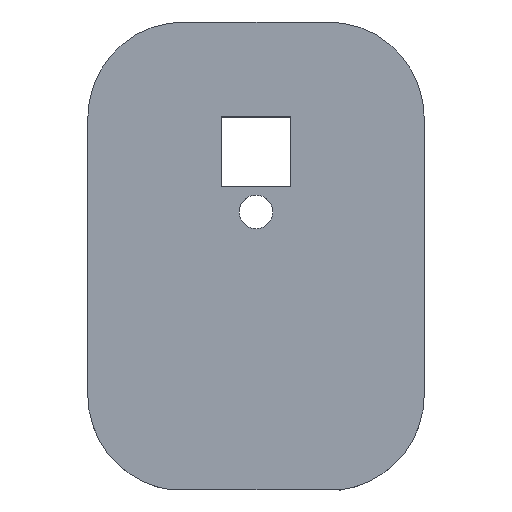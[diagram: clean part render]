
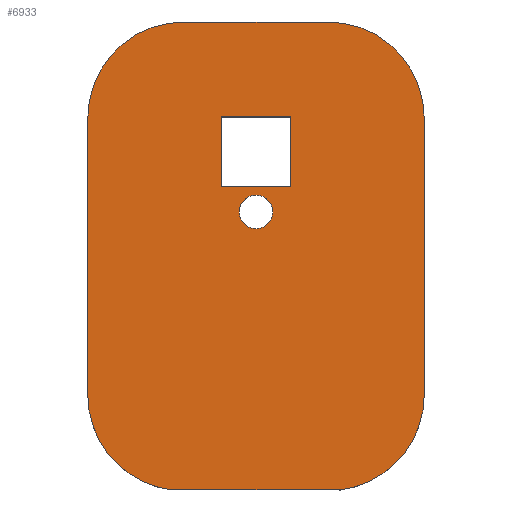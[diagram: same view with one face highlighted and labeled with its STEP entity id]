
A CAD part, top view. The second image highlights one B-rep face of the part: STEP entity #6933.
In plain terms, the highlighted planar face has unit normal (0, 0, 1).
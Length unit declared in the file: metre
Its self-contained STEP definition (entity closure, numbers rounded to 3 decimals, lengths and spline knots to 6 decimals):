
#43=CIRCLE('',#7312,0.008);
#45=CIRCLE('',#7316,0.008);
#47=CIRCLE('',#7320,0.008);
#49=CIRCLE('',#7324,0.008);
#50=CIRCLE('',#7327,0.0014);
#463=ORIENTED_EDGE('',*,*,#2471,.F.);
#464=ORIENTED_EDGE('',*,*,#2472,.F.);
#465=ORIENTED_EDGE('',*,*,#2473,.F.);
#466=ORIENTED_EDGE('',*,*,#2474,.F.);
#467=ORIENTED_EDGE('',*,*,#2475,.F.);
#468=ORIENTED_EDGE('',*,*,#2449,.T.);
#469=ORIENTED_EDGE('',*,*,#2453,.T.);
#470=ORIENTED_EDGE('',*,*,#2456,.T.);
#471=ORIENTED_EDGE('',*,*,#2459,.T.);
#472=ORIENTED_EDGE('',*,*,#2462,.T.);
#473=ORIENTED_EDGE('',*,*,#2465,.T.);
#474=ORIENTED_EDGE('',*,*,#2468,.T.);
#475=ORIENTED_EDGE('',*,*,#2470,.T.);
#2449=EDGE_CURVE('',#3462,#3461,#43,.T.);
#2453=EDGE_CURVE('',#3461,#3464,#4148,.T.);
#2456=EDGE_CURVE('',#3464,#3466,#45,.T.);
#2459=EDGE_CURVE('',#3466,#3468,#4152,.T.);
#2462=EDGE_CURVE('',#3468,#3470,#47,.T.);
#2465=EDGE_CURVE('',#3470,#3472,#4156,.T.);
#2468=EDGE_CURVE('',#3472,#3474,#49,.T.);
#2470=EDGE_CURVE('',#3474,#3462,#4159,.T.);
#2471=EDGE_CURVE('',#3475,#3476,#4160,.T.);
#2472=EDGE_CURVE('',#3477,#3475,#4161,.T.);
#2473=EDGE_CURVE('',#3478,#3477,#4162,.T.);
#2474=EDGE_CURVE('',#3476,#3478,#4163,.T.);
#2475=EDGE_CURVE('',#3479,#3479,#50,.T.);
#3461=VERTEX_POINT('',#10110);
#3462=VERTEX_POINT('',#10112);
#3464=VERTEX_POINT('',#10118);
#3466=VERTEX_POINT('',#10124);
#3468=VERTEX_POINT('',#10130);
#3470=VERTEX_POINT('',#10136);
#3472=VERTEX_POINT('',#10142);
#3474=VERTEX_POINT('',#10148);
#3475=VERTEX_POINT('',#10155);
#3476=VERTEX_POINT('',#10156);
#3477=VERTEX_POINT('',#10158);
#3478=VERTEX_POINT('',#10160);
#3479=VERTEX_POINT('',#10163);
#4148=LINE('',#10119,#5150);
#4152=LINE('',#10131,#5154);
#4156=LINE('',#10143,#5158);
#4159=LINE('',#10152,#5161);
#4160=LINE('',#10154,#5162);
#4161=LINE('',#10157,#5163);
#4162=LINE('',#10159,#5164);
#4163=LINE('',#10161,#5165);
#5150=VECTOR('',#8063,1.);
#5154=VECTOR('',#8075,1.);
#5158=VECTOR('',#8087,1.);
#5161=VECTOR('',#8098,1.);
#5162=VECTOR('',#8101,1.);
#5163=VECTOR('',#8102,1.);
#5164=VECTOR('',#8103,1.);
#5165=VECTOR('',#8104,1.);
#5860=EDGE_LOOP('',(#463,#464,#465,#466));
#5861=EDGE_LOOP('',(#467));
#5862=EDGE_LOOP('',(#468,#469,#470,#471,#472,#473,#474,#475));
#6230=FACE_BOUND('',#5860,.T.);
#6231=FACE_BOUND('',#5861,.T.);
#6232=FACE_BOUND('',#5862,.T.);
#6579=PLANE('',#7326);
#6933=ADVANCED_FACE('',(#6230,#6231,#6232),#6579,.T.);
#7312=AXIS2_PLACEMENT_3D('',#10111,#8056,#8057);
#7316=AXIS2_PLACEMENT_3D('',#10125,#8069,#8070);
#7320=AXIS2_PLACEMENT_3D('',#10137,#8081,#8082);
#7324=AXIS2_PLACEMENT_3D('',#10149,#8093,#8094);
#7326=AXIS2_PLACEMENT_3D('',#10153,#8099,#8100);
#7327=AXIS2_PLACEMENT_3D('',#10162,#8105,#8106);
#8056=DIRECTION('',(0.,0.,1.));
#8057=DIRECTION('',(-1.,0.,0.));
#8063=DIRECTION('',(1.,0.,0.));
#8069=DIRECTION('',(0.,0.,1.));
#8070=DIRECTION('',(1.,0.,0.));
#8075=DIRECTION('',(0.,1.,0.));
#8081=DIRECTION('',(0.,0.,1.));
#8082=DIRECTION('',(1.,0.,0.));
#8087=DIRECTION('',(-1.,0.,0.));
#8093=DIRECTION('',(0.,0.,1.));
#8094=DIRECTION('',(0.,1.,0.));
#8098=DIRECTION('',(0.,-1.,0.));
#8099=DIRECTION('',(0.,0.,1.));
#8100=DIRECTION('',(1.,0.,0.));
#8101=DIRECTION('',(0.,-1.,0.));
#8102=DIRECTION('',(-1.,0.,0.));
#8103=DIRECTION('',(0.,1.,0.));
#8104=DIRECTION('',(1.,0.,0.));
#8105=DIRECTION('',(0.,0.,1.));
#8106=DIRECTION('',(1.,0.,0.));
#10110=CARTESIAN_POINT('',(-0.007,-0.019437,0.011));
#10111=CARTESIAN_POINT('',(-0.006,-0.0115,0.011));
#10112=CARTESIAN_POINT('',(-0.014,-0.0115,0.011));
#10118=CARTESIAN_POINT('',(0.007,-0.019437,0.011));
#10119=CARTESIAN_POINT('',(0.,-0.019437,0.011));
#10124=CARTESIAN_POINT('',(0.014,-0.0115,0.011));
#10125=CARTESIAN_POINT('',(0.006,-0.0115,0.011));
#10130=CARTESIAN_POINT('',(0.014,0.0115,0.011));
#10131=CARTESIAN_POINT('',(0.014,0.,0.011));
#10136=CARTESIAN_POINT('',(0.006,0.0195,0.011));
#10137=CARTESIAN_POINT('',(0.006,0.0115,0.011));
#10142=CARTESIAN_POINT('',(-0.006,0.0195,0.011));
#10143=CARTESIAN_POINT('',(-0.006,0.0195,0.011));
#10148=CARTESIAN_POINT('',(-0.014,0.0115,0.011));
#10149=CARTESIAN_POINT('',(-0.006,0.0115,0.011));
#10152=CARTESIAN_POINT('',(-0.014,-0.0115,0.011));
#10153=CARTESIAN_POINT('',(0.,0.000031,0.011));
#10154=CARTESIAN_POINT('',(-0.0029,0.011405,0.011));
#10155=CARTESIAN_POINT('',(-0.0029,0.0116,0.011));
#10156=CARTESIAN_POINT('',(-0.0029,0.0058,0.011));
#10157=CARTESIAN_POINT('',(0.00291,0.0116,0.011));
#10158=CARTESIAN_POINT('',(0.0029,0.0116,0.011));
#10159=CARTESIAN_POINT('',(0.0029,0.005995,0.011));
#10160=CARTESIAN_POINT('',(0.0029,0.0058,0.011));
#10161=CARTESIAN_POINT('',(-0.002705,0.0058,0.011));
#10162=CARTESIAN_POINT('',(0.,0.0037,0.011));
#10163=CARTESIAN_POINT('',(0.0014,0.0037,0.011));
